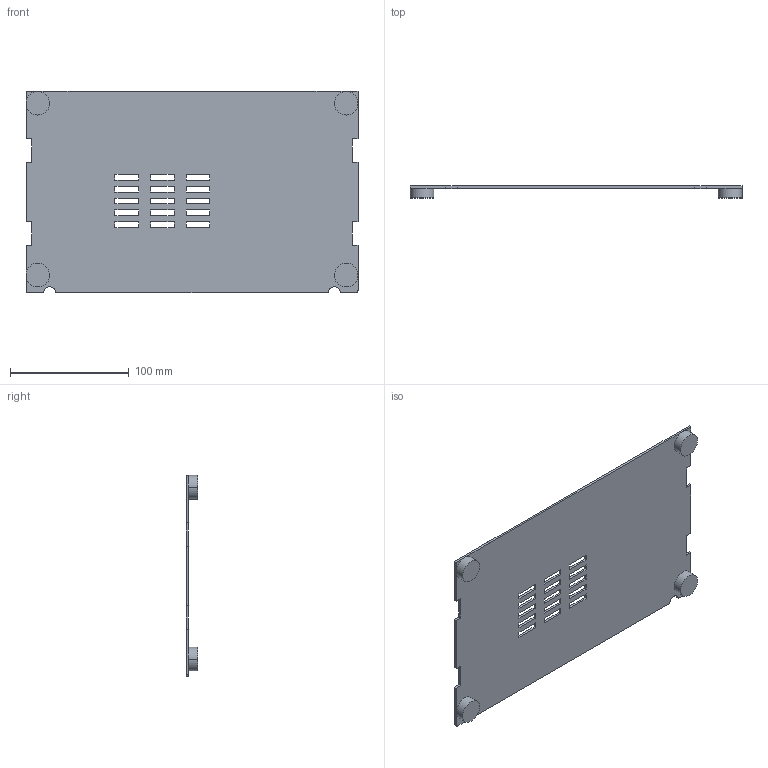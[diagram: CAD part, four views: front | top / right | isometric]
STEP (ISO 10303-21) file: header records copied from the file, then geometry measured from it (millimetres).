
FILE_DESCRIPTION(('produced by SPATIAL CORP'),'2;1');
FILE_NAME( 'base.prt.hh.sat.stp','2002-04-19T13:58:33+00:00',('SPATIAL CORP'),('SPATIAL CORP'), 'ACIS STEP Husk','http://www.spatial.com','SPATIAL CORP');
FILE_SCHEMA(('CONFIG_CONTROL_DESIGN'));
Length unit declared in the file: millimetre
Products named in the file (1): PRODUCT_ID_1
Bounding box: 280 x 10 x 170 mm (x, y, z)
Volume: 101240.6 mm3; surface area: 96597.9 mm2
Topology: 1 solids, 1 shells, 110 faces, 314 edges, 206 vertices
Faces by surface type: plane 98, cylinder 12
Entity records: 3669 total; most frequent: CARTESIAN_POINT 630, ORIENTED_EDGE 628, DIRECTION 560, EDGE_CURVE 314, VECTOR 288, LINE 288, VERTEX_POINT 206, EDGE_LOOP 140
